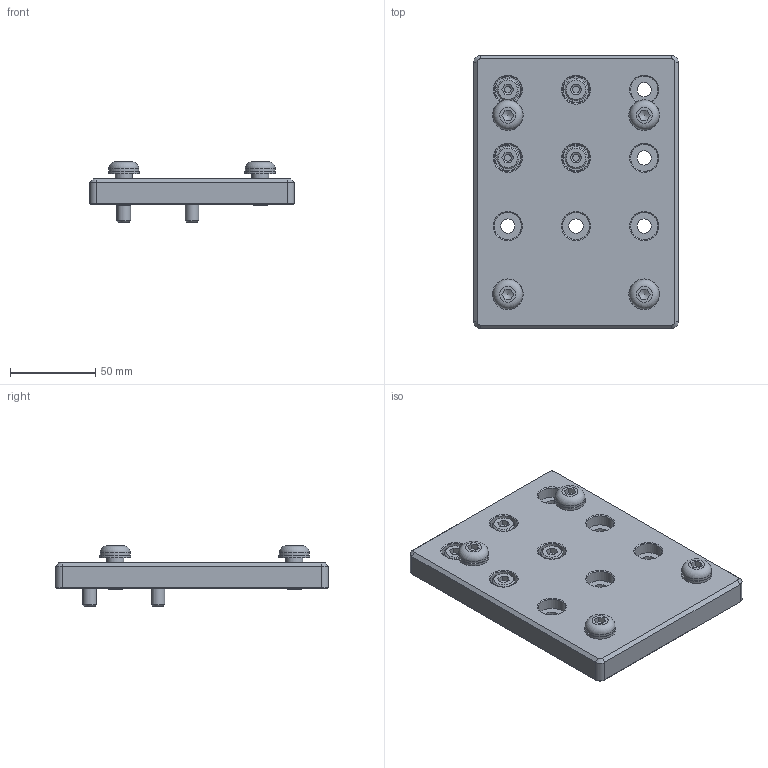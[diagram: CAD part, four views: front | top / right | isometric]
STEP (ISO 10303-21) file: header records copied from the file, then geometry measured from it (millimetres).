
FILE_DESCRIPTION(/* description */ ('KriTec Rollen-Adapterplatte 8 M10-105x80'),/* implementation_level */ '2;1');
FILE_NAME(/* name */ '13068_KriTec_Rollen-Adapterplatte_8_M10-105x80.stp',/* time_stamp */ '2019-04-08T10:34:40+02:00',/* author */ ('jendrek'),/* organization */ (''),/* preprocessor_version */ 'ST-DEVELOPER v17',/* originating_system */ 'Autodesk Inventor 2018',/* authorisation */ '');
FILE_SCHEMA (('AUTOMOTIVE_DESIGN { 1 0 10303 214 3 1 1 }'));
Length unit declared in the file: millimetre
Products named in the file (6): 13068; ISO 7380-1 - M10 x 20; DIN 433 - 10,5; DIN 6912 - M8 x 20 -; DIN 433 - 8,4; 13068a
Assembly tree (17 placements, depth 2):
  13068
    ISO 7380-1 - M10 x 20  x4
    DIN 433 - 10,5  x4
    DIN 6912 - M8 x 20 -  x4
    DIN 433 - 8,4  x4
    13068a
Bounding box: 120 x 160 x 35.5 mm (x, y, z)
Volume: 284749.1 mm3; surface area: 63760.7 mm2
Topology: 17 solids, 17 shells, 239 faces, 589 edges, 401 vertices
Faces by surface type: plane 111, cylinder 62, cone 58, torus 8
Full cylindrical faces by diameter (mm): 4 x4, 8 x4, 8.376 x4, 8.4 x13, 10 x4, 10.5 x4, 13 x4, 15 x4, 16 x9, 17.5 x4, 18 x4
Entity records: 4111 total; most frequent: DIRECTION 741, CARTESIAN_POINT 679, ORIENTED_EDGE 604, AXIS2_PLACEMENT_3D 307, EDGE_CURVE 302, VERTEX_POINT 203, EDGE_LOOP 165, CIRCLE 161
